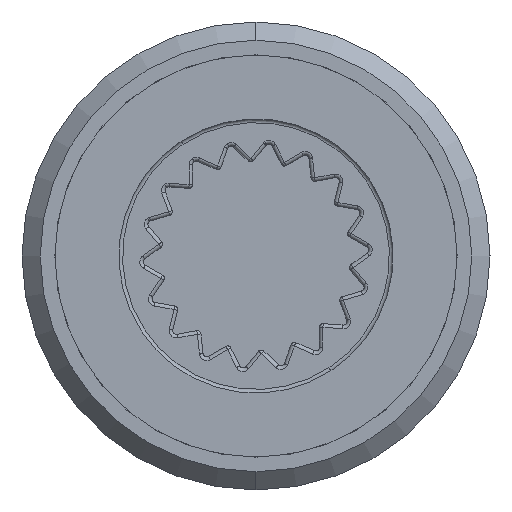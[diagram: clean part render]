
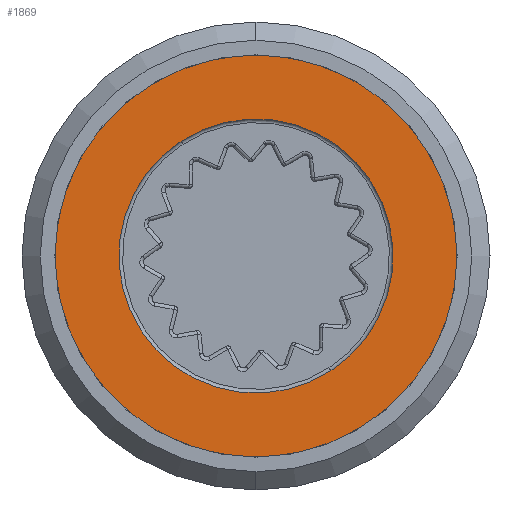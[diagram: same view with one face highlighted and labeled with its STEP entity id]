
A CAD part, front view. The second image highlights one B-rep face of the part: STEP entity #1869.
In plain terms, the highlighted face is planar.
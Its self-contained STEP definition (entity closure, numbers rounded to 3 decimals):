
#30 = ORIENTED_EDGE ( 'NONE', *, *, #1768, .F. ) ;
#112 = VERTEX_POINT ( 'NONE', #1917 ) ;
#272 = AXIS2_PLACEMENT_3D ( 'NONE', #1697, #10801, #8187 ) ;
#474 = CARTESIAN_POINT ( 'NONE',  ( 0., 13.7, 0. ) ) ;
#599 = DIRECTION ( 'NONE',  ( 0., 1., 0. ) ) ;
#761 = EDGE_LOOP ( 'NONE', ( #2619, #1960 ) ) ;
#1372 = FACE_BOUND ( 'NONE', #6625, .T. ) ;
#1697 = CARTESIAN_POINT ( 'NONE',  ( 0., 13.7, 0. ) ) ;
#1768 = EDGE_CURVE ( 'NONE', #10324, #10130, #5695, .T. ) ;
#1869 = ADVANCED_FACE ( 'NONE', ( #11818, #1372 ), #9987, .T. ) ;
#1902 = CARTESIAN_POINT ( 'NONE',  ( 0., 13.7, -3.75 ) ) ;
#1917 = CARTESIAN_POINT ( 'NONE',  ( 0., 13.7, 5.5 ) ) ;
#1960 = ORIENTED_EDGE ( 'NONE', *, *, #11539, .T. ) ;
#2350 = AXIS2_PLACEMENT_3D ( 'NONE', #474, #599, #2423 ) ;
#2423 = DIRECTION ( 'NONE',  ( 0., 0., 1. ) ) ;
#2543 = CARTESIAN_POINT ( 'NONE',  ( 0., 13.7, 0. ) ) ;
#2550 = DIRECTION ( 'NONE',  ( 0., 0., 1. ) ) ;
#2619 = ORIENTED_EDGE ( 'NONE', *, *, #7155, .T. ) ;
#3949 = DIRECTION ( 'NONE',  ( 0., 1., 0. ) ) ;
#4162 = AXIS2_PLACEMENT_3D ( 'NONE', #2543, #8029, #7088 ) ;
#4193 = VERTEX_POINT ( 'NONE', #9893 ) ;
#4350 = CIRCLE ( 'NONE', #272, 5.5 ) ;
#5098 = EDGE_CURVE ( 'NONE', #10130, #10324, #7387, .T. ) ;
#5695 = CIRCLE ( 'NONE', #2350, 3.75 ) ;
#6467 = AXIS2_PLACEMENT_3D ( 'NONE', #8223, #7253, #2550 ) ;
#6625 = EDGE_LOOP ( 'NONE', ( #30, #10840 ) ) ;
#7088 = DIRECTION ( 'NONE',  ( 0., 0., 1. ) ) ;
#7155 = EDGE_CURVE ( 'NONE', #4193, #112, #9499, .T. ) ;
#7253 = DIRECTION ( 'NONE',  ( 0., 1., 0. ) ) ;
#7387 = CIRCLE ( 'NONE', #7996, 3.75 ) ;
#7852 = DIRECTION ( 'NONE',  ( 0., 0., 1. ) ) ;
#7996 = AXIS2_PLACEMENT_3D ( 'NONE', #10418, #3949, #7852 ) ;
#8029 = DIRECTION ( 'NONE',  ( 0., 1., 0. ) ) ;
#8187 = DIRECTION ( 'NONE',  ( 0., 0., 1. ) ) ;
#8223 = CARTESIAN_POINT ( 'NONE',  ( 0., 13.7, 0. ) ) ;
#9499 = CIRCLE ( 'NONE', #4162, 5.5 ) ;
#9836 = CARTESIAN_POINT ( 'NONE',  ( 0., 13.7, 3.75 ) ) ;
#9893 = CARTESIAN_POINT ( 'NONE',  ( 0., 13.7, -5.5 ) ) ;
#9987 = PLANE ( 'NONE',  #6467 ) ;
#10130 = VERTEX_POINT ( 'NONE', #9836 ) ;
#10324 = VERTEX_POINT ( 'NONE', #1902 ) ;
#10418 = CARTESIAN_POINT ( 'NONE',  ( 0., 13.7, 0. ) ) ;
#10801 = DIRECTION ( 'NONE',  ( 0., 1., 0. ) ) ;
#10840 = ORIENTED_EDGE ( 'NONE', *, *, #5098, .F. ) ;
#11539 = EDGE_CURVE ( 'NONE', #112, #4193, #4350, .T. ) ;
#11818 = FACE_OUTER_BOUND ( 'NONE', #761, .T. ) ;
